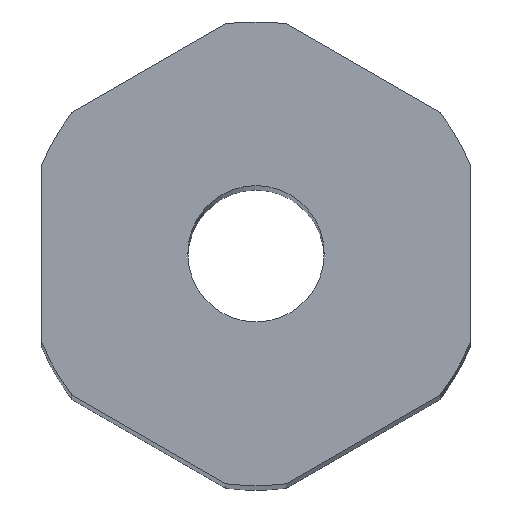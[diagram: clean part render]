
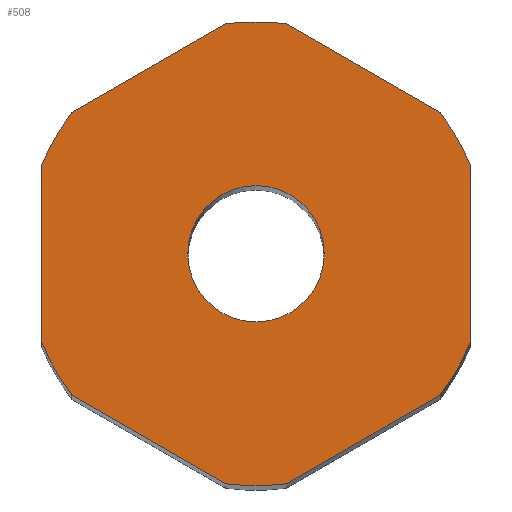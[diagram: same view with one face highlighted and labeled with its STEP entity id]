
A CAD part, top view. The second image highlights one B-rep face of the part: STEP entity #508.
In plain terms, the highlighted planar face has unit normal (0, 0, 1).
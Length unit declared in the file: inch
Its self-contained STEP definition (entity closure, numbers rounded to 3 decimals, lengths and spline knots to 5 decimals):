
#2 = CARTESIAN_POINT ( 'NONE',  ( 0., 0., 1.5 ) ) ;
#5 = CARTESIAN_POINT ( 'NONE',  ( 0.03509, -0.26819, 1.5 ) ) ;
#6 = LINE ( 'NONE', #515, #208 ) ;
#10 = AXIS2_PLACEMENT_3D ( 'NONE', #148, #152, #414 ) ;
#23 = AXIS2_PLACEMENT_3D ( 'NONE', #225, #449, #126 ) ;
#31 = DIRECTION ( 'NONE',  ( 0., 0., 1. ) ) ;
#36 = PLANE ( 'NONE',  #23 ) ;
#47 = ORIENTED_EDGE ( 'NONE', *, *, #179, .T. ) ;
#51 = CIRCLE ( 'NONE', #377, 0.0795 ) ;
#53 = CIRCLE ( 'NONE', #459, 0.27047 ) ;
#54 = DIRECTION ( 'NONE',  ( 0., 0., 1. ) ) ;
#56 = ORIENTED_EDGE ( 'NONE', *, *, #467, .T. ) ;
#64 = VECTOR ( 'NONE', #454, 39.37008 ) ;
#73 = CARTESIAN_POINT ( 'NONE',  ( 0., 0., 1.5 ) ) ;
#76 = CARTESIAN_POINT ( 'NONE',  ( -0.0795, 0., 1.5 ) ) ;
#77 = ORIENTED_EDGE ( 'NONE', *, *, #460, .T. ) ;
#78 = CARTESIAN_POINT ( 'NONE',  ( 0., 0., 1.5 ) ) ;
#79 = VERTEX_POINT ( 'NONE', #466 ) ;
#81 = DIRECTION ( 'NONE',  ( 1., 0., 0. ) ) ;
#83 = CARTESIAN_POINT ( 'NONE',  ( 0., 0., 1.5 ) ) ;
#86 = FACE_BOUND ( 'NONE', #250, .T. ) ;
#88 = EDGE_CURVE ( 'NONE', #182, #136, #293, .T. ) ;
#92 = LINE ( 'NONE', #242, #577 ) ;
#101 = EDGE_CURVE ( 'NONE', #79, #527, #92, .T. ) ;
#111 = EDGE_LOOP ( 'NONE', ( #409, #77, #56, #192, #282, #442, #564, #47, #464, #163, #480, #450 ) ) ;
#119 = EDGE_CURVE ( 'NONE', #290, #153, #51, .T. ) ;
#126 = DIRECTION ( 'NONE',  ( 1., 0., 0. ) ) ;
#129 = CIRCLE ( 'NONE', #180, 0.27047 ) ;
#136 = VERTEX_POINT ( 'NONE', #381 ) ;
#137 = CIRCLE ( 'NONE', #457, 0.0795 ) ;
#147 = CIRCLE ( 'NONE', #433, 0.27047 ) ;
#148 = CARTESIAN_POINT ( 'NONE',  ( 0., 0., 1.5 ) ) ;
#151 = EDGE_CURVE ( 'NONE', #266, #321, #558, .T. ) ;
#152 = DIRECTION ( 'NONE',  ( 0., 0., 1. ) ) ;
#153 = VERTEX_POINT ( 'NONE', #245 ) ;
#154 = CARTESIAN_POINT ( 'NONE',  ( -0.03509, 0.26819, 1.5 ) ) ;
#155 = CARTESIAN_POINT ( 'NONE',  ( 0.2498, 0.1037, 1.5 ) ) ;
#156 = DIRECTION ( 'NONE',  ( 1., 0., 0. ) ) ;
#163 = ORIENTED_EDGE ( 'NONE', *, *, #587, .T. ) ;
#174 = DIRECTION ( 'NONE',  ( 1., 0., 0. ) ) ;
#177 = LINE ( 'NONE', #504, #186 ) ;
#179 = EDGE_CURVE ( 'NONE', #527, #531, #395, .T. ) ;
#180 = AXIS2_PLACEMENT_3D ( 'NONE', #181, #583, #174 ) ;
#181 = CARTESIAN_POINT ( 'NONE',  ( 0., 0., 1.5 ) ) ;
#182 = VERTEX_POINT ( 'NONE', #5 ) ;
#186 = VECTOR ( 'NONE', #325, 39.37008 ) ;
#188 = CARTESIAN_POINT ( 'NONE',  ( 0.1249, 0.21634, 1.5 ) ) ;
#190 = EDGE_CURVE ( 'NONE', #153, #290, #137, .T. ) ;
#191 = DIRECTION ( 'NONE',  ( 0., 0., 1. ) ) ;
#192 = ORIENTED_EDGE ( 'NONE', *, *, #418, .T. ) ;
#197 = DIRECTION ( 'NONE',  ( 0., -1., 0. ) ) ;
#199 = DIRECTION ( 'NONE',  ( 0., 0., 1. ) ) ;
#202 = CARTESIAN_POINT ( 'NONE',  ( 0.21471, 0.16449, 1.5 ) ) ;
#208 = VECTOR ( 'NONE', #565, 39.37008 ) ;
#225 = CARTESIAN_POINT ( 'NONE',  ( 0., 0., 1.5 ) ) ;
#226 = VERTEX_POINT ( 'NONE', #202 ) ;
#232 = AXIS2_PLACEMENT_3D ( 'NONE', #331, #199, #385 ) ;
#240 = CARTESIAN_POINT ( 'NONE',  ( 0.1249, -0.21634, 1.5 ) ) ;
#242 = CARTESIAN_POINT ( 'NONE',  ( -0.2498, 0., 1.5 ) ) ;
#245 = CARTESIAN_POINT ( 'NONE',  ( 0.0795, 0., 1.5 ) ) ;
#250 = EDGE_LOOP ( 'NONE', ( #388, #280 ) ) ;
#258 = EDGE_CURVE ( 'NONE', #136, #559, #407, .T. ) ;
#259 = CARTESIAN_POINT ( 'NONE',  ( -0.21471, 0.16449, 1.5 ) ) ;
#260 = AXIS2_PLACEMENT_3D ( 'NONE', #73, #521, #263 ) ;
#261 = VERTEX_POINT ( 'NONE', #487 ) ;
#263 = DIRECTION ( 'NONE',  ( 1., 0., 0. ) ) ;
#266 = VERTEX_POINT ( 'NONE', #154 ) ;
#278 = EDGE_CURVE ( 'NONE', #321, #79, #147, .T. ) ;
#280 = ORIENTED_EDGE ( 'NONE', *, *, #190, .F. ) ;
#282 = ORIENTED_EDGE ( 'NONE', *, *, #151, .T. ) ;
#290 = VERTEX_POINT ( 'NONE', #76 ) ;
#293 = LINE ( 'NONE', #240, #528 ) ;
#297 = CARTESIAN_POINT ( 'NONE',  ( -0.21471, -0.16449, 1.5 ) ) ;
#298 = CARTESIAN_POINT ( 'NONE',  ( 0.03509, 0.26819, 1.5 ) ) ;
#321 = VERTEX_POINT ( 'NONE', #259 ) ;
#322 = VERTEX_POINT ( 'NONE', #298 ) ;
#325 = DIRECTION ( 'NONE',  ( 0., 1., 0. ) ) ;
#329 = CIRCLE ( 'NONE', #232, 0.27047 ) ;
#331 = CARTESIAN_POINT ( 'NONE',  ( 0., 0., 1.5 ) ) ;
#357 = DIRECTION ( 'NONE',  ( -0.866, 0.5, 0. ) ) ;
#373 = DIRECTION ( 'NONE',  ( 1., 0., 0. ) ) ;
#376 = EDGE_CURVE ( 'NONE', #559, #572, #177, .T. ) ;
#377 = AXIS2_PLACEMENT_3D ( 'NONE', #2, #463, #552 ) ;
#381 = CARTESIAN_POINT ( 'NONE',  ( 0.21471, -0.16449, 1.5 ) ) ;
#385 = DIRECTION ( 'NONE',  ( 1., 0., 0. ) ) ;
#388 = ORIENTED_EDGE ( 'NONE', *, *, #119, .F. ) ;
#395 = CIRCLE ( 'NONE', #10, 0.27047 ) ;
#407 = CIRCLE ( 'NONE', #260, 0.27047 ) ;
#409 = ORIENTED_EDGE ( 'NONE', *, *, #376, .T. ) ;
#413 = LINE ( 'NONE', #188, #566 ) ;
#414 = DIRECTION ( 'NONE',  ( 1., 0., 0. ) ) ;
#418 = EDGE_CURVE ( 'NONE', #322, #266, #53, .T. ) ;
#419 = CARTESIAN_POINT ( 'NONE',  ( -0.1249, 0.21634, 1.5 ) ) ;
#423 = CARTESIAN_POINT ( 'NONE',  ( -0.2498, -0.1037, 1.5 ) ) ;
#433 = AXIS2_PLACEMENT_3D ( 'NONE', #78, #31, #156 ) ;
#442 = ORIENTED_EDGE ( 'NONE', *, *, #278, .T. ) ;
#449 = DIRECTION ( 'NONE',  ( 0., 0., 1. ) ) ;
#450 = ORIENTED_EDGE ( 'NONE', *, *, #258, .T. ) ;
#454 = DIRECTION ( 'NONE',  ( -0.866, -0.5, 0. ) ) ;
#457 = AXIS2_PLACEMENT_3D ( 'NONE', #511, #191, #373 ) ;
#459 = AXIS2_PLACEMENT_3D ( 'NONE', #83, #54, #81 ) ;
#460 = EDGE_CURVE ( 'NONE', #572, #226, #129, .T. ) ;
#463 = DIRECTION ( 'NONE',  ( 0., 0., 1. ) ) ;
#464 = ORIENTED_EDGE ( 'NONE', *, *, #543, .T. ) ;
#466 = CARTESIAN_POINT ( 'NONE',  ( -0.2498, 0.1037, 1.5 ) ) ;
#467 = EDGE_CURVE ( 'NONE', #226, #322, #413, .T. ) ;
#480 = ORIENTED_EDGE ( 'NONE', *, *, #88, .T. ) ;
#487 = CARTESIAN_POINT ( 'NONE',  ( -0.03509, -0.26819, 1.5 ) ) ;
#504 = CARTESIAN_POINT ( 'NONE',  ( 0.2498, 0., 1.5 ) ) ;
#508 = ADVANCED_FACE ( 'NONE', ( #86, #536 ), #36, .T. ) ;
#511 = CARTESIAN_POINT ( 'NONE',  ( 0., 0., 1.5 ) ) ;
#515 = CARTESIAN_POINT ( 'NONE',  ( -0.1249, -0.21634, 1.5 ) ) ;
#521 = DIRECTION ( 'NONE',  ( 0., 0., 1. ) ) ;
#527 = VERTEX_POINT ( 'NONE', #423 ) ;
#528 = VECTOR ( 'NONE', #550, 39.37008 ) ;
#531 = VERTEX_POINT ( 'NONE', #297 ) ;
#536 = FACE_OUTER_BOUND ( 'NONE', #111, .T. ) ;
#543 = EDGE_CURVE ( 'NONE', #531, #261, #6, .T. ) ;
#550 = DIRECTION ( 'NONE',  ( 0.866, 0.5, 0. ) ) ;
#552 = DIRECTION ( 'NONE',  ( 1., 0., 0. ) ) ;
#558 = LINE ( 'NONE', #419, #64 ) ;
#559 = VERTEX_POINT ( 'NONE', #562 ) ;
#562 = CARTESIAN_POINT ( 'NONE',  ( 0.2498, -0.1037, 1.5 ) ) ;
#564 = ORIENTED_EDGE ( 'NONE', *, *, #101, .T. ) ;
#565 = DIRECTION ( 'NONE',  ( 0.866, -0.5, 0. ) ) ;
#566 = VECTOR ( 'NONE', #357, 39.37008 ) ;
#572 = VERTEX_POINT ( 'NONE', #155 ) ;
#577 = VECTOR ( 'NONE', #197, 39.37008 ) ;
#583 = DIRECTION ( 'NONE',  ( 0., 0., 1. ) ) ;
#587 = EDGE_CURVE ( 'NONE', #261, #182, #329, .T. ) ;
